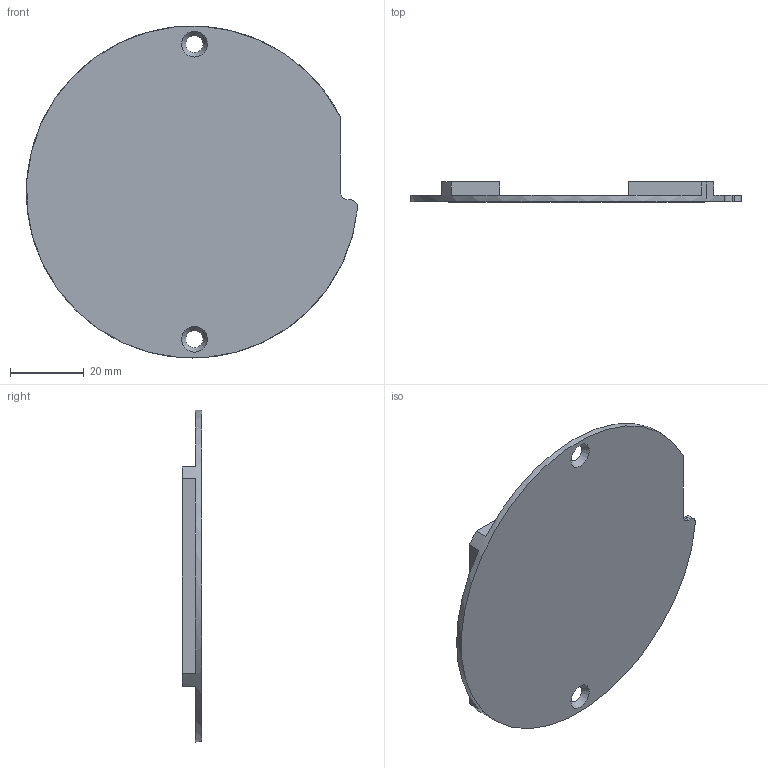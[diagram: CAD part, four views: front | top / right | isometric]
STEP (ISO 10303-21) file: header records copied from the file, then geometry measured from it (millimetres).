
FILE_DESCRIPTION(/* description */ (''),/* implementation_level */ '2;1');
FILE_NAME(/* name */ 'Tapa Base.step',/* time_stamp */ '2024-04-02T11:33:16-05:00',/* author */ (''),/* organization */ (''),/* preprocessor_version */ 'ST-DEVELOPER v20',/* originating_system */ 'Autodesk Translation Framework v12.20.1.177',/* authorisation */ '');
FILE_SCHEMA (('AUTOMOTIVE_DESIGN { 1 0 10303 214 3 1 1 }'));
Length unit declared in the file: millimetre
Products named in the file (1): Tapa Base
Bounding box: 89.8 x 5.35 x 90 mm (x, y, z)
Volume: 8018.7 mm3; surface area: 14654.3 mm2
Topology: 1 solids, 1 shells, 55 faces, 129 edges, 84 vertices
Faces by surface type: plane 42, cylinder 11, cone 2
Full cylindrical faces by diameter (mm): 2 x4, 4.6 x4
Entity records: 1617 total; most frequent: DIRECTION 275, CARTESIAN_POINT 269, ORIENTED_EDGE 258, EDGE_CURVE 129, LINE 95, VECTOR 95, AXIS2_PLACEMENT_3D 90, VERTEX_POINT 84
